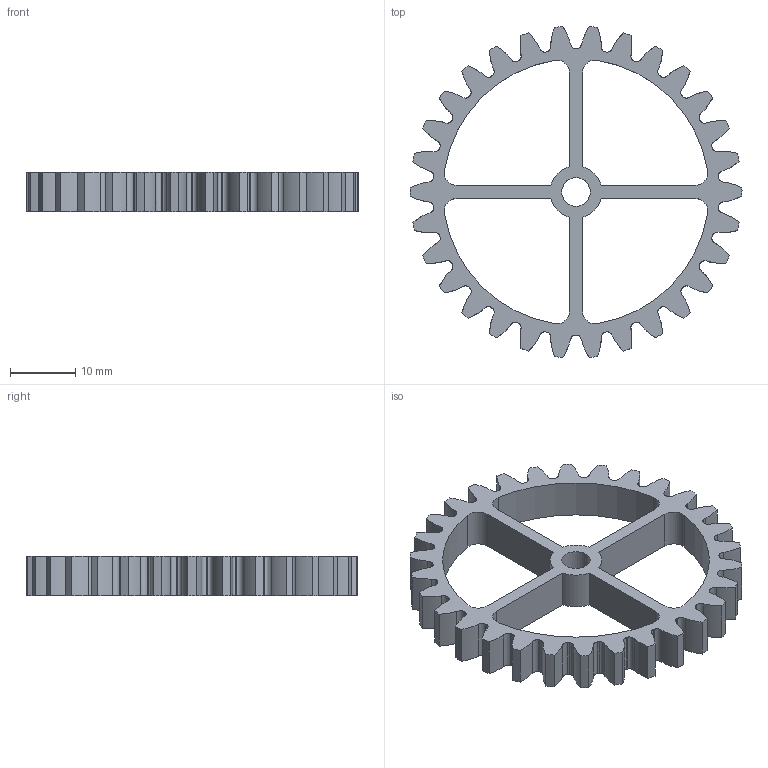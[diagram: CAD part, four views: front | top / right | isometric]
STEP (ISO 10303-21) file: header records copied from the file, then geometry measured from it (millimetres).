
FILE_DESCRIPTION(('STEP AP242'), '1');
FILE_NAME('itemShaftGearV3GearRatio2m2', '', ('UNSPECIFIED'), ('UNSPECIFIED'), 'C3D Converter', 'C3D Toolkit', '');
FILE_SCHEMA(('AP242_MANAGED_MODEL_BASED_3D_ENGINEERING_MIM_LF { 1 0 10303 442 1 1 4 }'));
Length unit declared in the file: millimetre
Bounding box: 51 x 50.84 x 6 mm (x, y, z)
Volume: 3871.9 mm3; surface area: 4684.9 mm2
Topology: 1 solids, 1 shells, 207 faces, 615 edges, 410 vertices
Faces by surface type: extrusion 120, cylinder 77, plane 10
Full cylindrical faces by diameter (mm): 4.4 x1
Entity records: 16953 total; most frequent: CARTESIAN_POINT 11672, ORIENTED_EDGE 1228, DIRECTION 824, EDGE_CURVE 614, VERTEX_POINT 410, B_SPLINE_CURVE_WITH_KNOTS 360, VECTOR 340, AXIS2_PLACEMENT_3D 242
